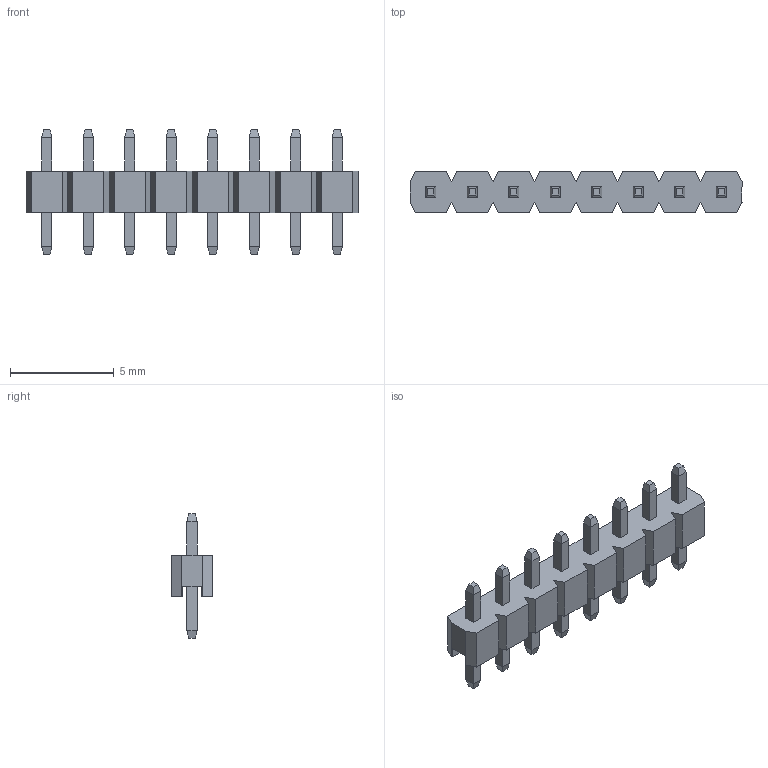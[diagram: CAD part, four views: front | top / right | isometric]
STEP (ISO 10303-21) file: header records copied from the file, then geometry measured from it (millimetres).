
FILE_DESCRIPTION (( 'STEP AP214' ), '1' );
FILE_NAME ('FPH20044-S08S1014030330B-REF.STEP', '2025-12-04T03:57:36', ( '' ), ( '' ), 'SwSTEP 2.0', 'SolidWorks 2021', '' );
FILE_SCHEMA (( 'AUTOMOTIVE_DESIGN' ));
Length unit declared in the file: millimetre
Products named in the file (1): FPH20044-S08S1014030330B-REF
Bounding box: 16 x 2 x 6 mm (x, y, z)
Volume: 61.3 mm3; surface area: 230.3 mm2
Topology: 1 solids, 1 shells, 200 faces, 482 edges, 300 vertices
Faces by surface type: plane 200
Entity records: 5648 total; most frequent: CARTESIAN_POINT 983, ORIENTED_EDGE 964, DIRECTION 884, LINE 482, VECTOR 482, EDGE_CURVE 482, VERTEX_POINT 300, EDGE_LOOP 216
